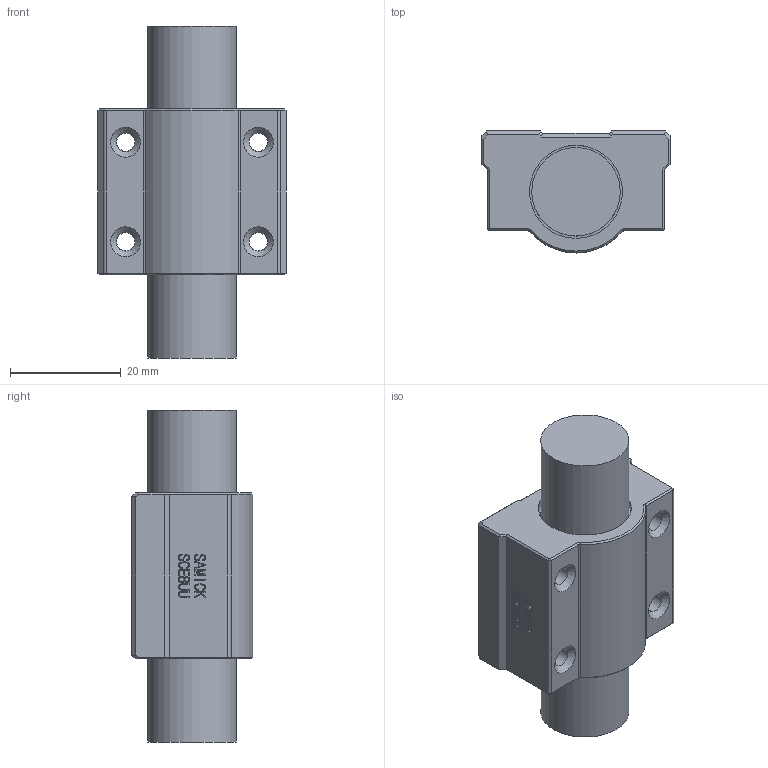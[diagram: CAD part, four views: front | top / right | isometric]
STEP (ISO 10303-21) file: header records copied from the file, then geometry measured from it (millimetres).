
FILE_DESCRIPTION((''),'2;1');
FILE_NAME('SCE8UU.stp','2013-02-07T10:19:50',('user2'),(''),'Autodesk Inventor 2012','Autodesk Inventor 2012','');
FILE_SCHEMA(('AUTOMOTIVE_DESIGN { 1 0 10303 214 1 1 1 1 }'));
Length unit declared in the file: millimetre
Products named in the file (1): SCE8UU
Bounding box: 34 x 22 x 60 mm (x, y, z)
Volume: 24117.9 mm3; surface area: 7684.9 mm2
Topology: 1 solids, 1 shells, 396 faces, 1071 edges, 700 vertices
Faces by surface type: bspline 244, plane 105, cylinder 29, cone 18
Full cylindrical faces by diameter (mm): 3.242 x4, 3.4 x4, 16 x2, 16.8 x2
Entity records: 14292 total; most frequent: CARTESIAN_POINT 5698, ORIENTED_EDGE 2098, EDGE_CURVE 1049, DIRECTION 956, VERTEX_POINT 698, VECTOR 472, LINE 472, EDGE_LOOP 447
